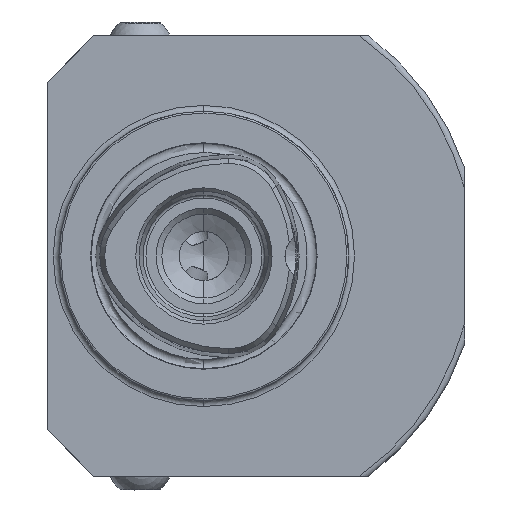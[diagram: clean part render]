
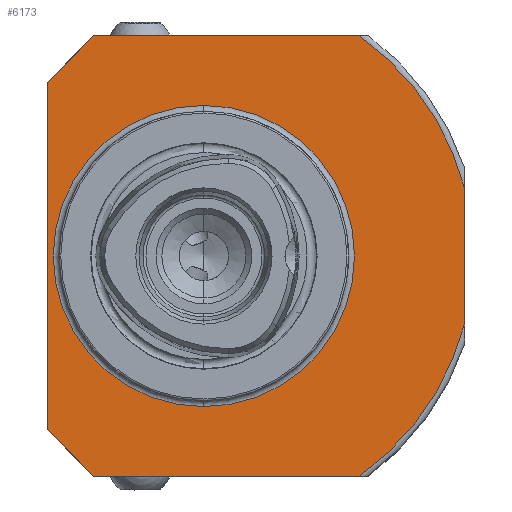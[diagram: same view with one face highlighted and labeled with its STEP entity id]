
A CAD part, left-side view. The second image highlights one B-rep face of the part: STEP entity #6173.
In plain terms, the highlighted planar face has unit normal (-1, 0, 0).
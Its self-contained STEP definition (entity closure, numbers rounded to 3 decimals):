
#78 = CARTESIAN_POINT ( 'NONE',  ( 21., 27., -30. ) ) ;
#108 = CARTESIAN_POINT ( 'NONE',  ( 21., 19., 38. ) ) ;
#208 = DIRECTION ( 'NONE',  ( 0., 0., 1. ) ) ;
#220 = VECTOR ( 'NONE', #4851, 1000. ) ;
#525 = AXIS2_PLACEMENT_3D ( 'NONE', #4680, #4678, #4673 ) ;
#550 = AXIS2_PLACEMENT_3D ( 'NONE', #5429, #5339, #5330 ) ;
#571 = CARTESIAN_POINT ( 'NONE',  ( 21., -45., 11.715 ) ) ;
#777 = ORIENTED_EDGE ( 'NONE', *, *, #2044, .T. ) ;
#945 = EDGE_CURVE ( 'NONE', #5375, #5098, #2957, .T. ) ;
#1015 = VECTOR ( 'NONE', #4828, 1000. ) ;
#1017 = LINE ( 'NONE', #4842, #1015 ) ;
#1037 = EDGE_CURVE ( 'NONE', #3665, #2364, #2378, .T. ) ;
#1162 = FACE_BOUND ( 'NONE', #5653, .T. ) ;
#1164 = VERTEX_POINT ( 'NONE', #3367 ) ;
#1234 = FACE_OUTER_BOUND ( 'NONE', #3390, .T. ) ;
#1477 = ORIENTED_EDGE ( 'NONE', *, *, #2095, .F. ) ;
#1550 = ORIENTED_EDGE ( 'NONE', *, *, #2065, .T. ) ;
#1813 = LINE ( 'NONE', #4914, #4991 ) ;
#2005 = CARTESIAN_POINT ( 'NONE',  ( 21., 0., -26. ) ) ;
#2042 = EDGE_CURVE ( 'NONE', #5743, #5375, #2085, .T. ) ;
#2044 = EDGE_CURVE ( 'NONE', #2364, #5743, #1813, .T. ) ;
#2057 = EDGE_CURVE ( 'NONE', #5098, #4200, #1017, .T. ) ;
#2065 = EDGE_CURVE ( 'NONE', #4200, #3062, #4759, .T. ) ;
#2085 = CIRCLE ( 'NONE', #4185, 46.5 ) ;
#2086 = EDGE_CURVE ( 'NONE', #3062, #2465, #5149, .T. ) ;
#2094 = EDGE_CURVE ( 'NONE', #2465, #3665, #2415, .T. ) ;
#2095 = EDGE_CURVE ( 'NONE', #1164, #5448, #3777, .T. ) ;
#2364 = VERTEX_POINT ( 'NONE', #3558 ) ;
#2378 = CIRCLE ( 'NONE', #5822, 46.5 ) ;
#2415 = LINE ( 'NONE', #4742, #220 ) ;
#2465 = VERTEX_POINT ( 'NONE', #3162 ) ;
#2957 = LINE ( 'NONE', #4875, #2962 ) ;
#2962 = VECTOR ( 'NONE', #4911, 1000. ) ;
#3062 = VERTEX_POINT ( 'NONE', #78 ) ;
#3115 = ORIENTED_EDGE ( 'NONE', *, *, #2094, .T. ) ;
#3162 = CARTESIAN_POINT ( 'NONE',  ( 21., 19., -38. ) ) ;
#3340 = CIRCLE ( 'NONE', #3658, 26. ) ;
#3367 = CARTESIAN_POINT ( 'NONE',  ( 21., 0., 26. ) ) ;
#3390 = EDGE_LOOP ( 'NONE', ( #777, #5141, #3894, #6271, #1550, #5931, #3115, #5601 ) ) ;
#3558 = CARTESIAN_POINT ( 'NONE',  ( 21., -45., -11.715 ) ) ;
#3658 = AXIS2_PLACEMENT_3D ( 'NONE', #5604, #4604, #208 ) ;
#3665 = VERTEX_POINT ( 'NONE', #4635 ) ;
#3777 = CIRCLE ( 'NONE', #525, 26. ) ;
#3894 = ORIENTED_EDGE ( 'NONE', *, *, #945, .T. ) ;
#4185 = AXIS2_PLACEMENT_3D ( 'NONE', #4907, #4900, #4898 ) ;
#4200 = VERTEX_POINT ( 'NONE', #5121 ) ;
#4267 = DIRECTION ( 'NONE',  ( 0., 0., 1. ) ) ;
#4277 = DIRECTION ( 'NONE',  ( -1., 0., 0. ) ) ;
#4313 = EDGE_CURVE ( 'NONE', #5448, #1164, #3340, .T. ) ;
#4318 = CARTESIAN_POINT ( 'NONE',  ( 21., 0., 0. ) ) ;
#4336 = CARTESIAN_POINT ( 'NONE',  ( 21., -26.8, 38. ) ) ;
#4545 = VECTOR ( 'NONE', #4789, 1000. ) ;
#4604 = DIRECTION ( 'NONE',  ( -1., 0., 0. ) ) ;
#4635 = CARTESIAN_POINT ( 'NONE',  ( 21., -26.8, -38. ) ) ;
#4673 = DIRECTION ( 'NONE',  ( 0., 0., 1. ) ) ;
#4678 = DIRECTION ( 'NONE',  ( -1., 0., 0. ) ) ;
#4680 = CARTESIAN_POINT ( 'NONE',  ( 21., 0., 0. ) ) ;
#4716 = DIRECTION ( 'NONE',  ( 0., -0.707, -0.707 ) ) ;
#4722 = CARTESIAN_POINT ( 'NONE',  ( 21., 27., -30. ) ) ;
#4742 = CARTESIAN_POINT ( 'NONE',  ( 21., 19., -38. ) ) ;
#4759 = LINE ( 'NONE', #4831, #4545 ) ;
#4789 = DIRECTION ( 'NONE',  ( 0., 0., -1. ) ) ;
#4828 = DIRECTION ( 'NONE',  ( 0., 0.707, -0.707 ) ) ;
#4831 = CARTESIAN_POINT ( 'NONE',  ( 21., 27., 30. ) ) ;
#4842 = CARTESIAN_POINT ( 'NONE',  ( 21., 19., 38. ) ) ;
#4851 = DIRECTION ( 'NONE',  ( 0., -1., 0. ) ) ;
#4875 = CARTESIAN_POINT ( 'NONE',  ( 21., -45., 38. ) ) ;
#4898 = DIRECTION ( 'NONE',  ( 0., 0., 1. ) ) ;
#4900 = DIRECTION ( 'NONE',  ( -1., 0., 0. ) ) ;
#4907 = CARTESIAN_POINT ( 'NONE',  ( 21., 0., 0. ) ) ;
#4911 = DIRECTION ( 'NONE',  ( 0., 1., 0. ) ) ;
#4914 = CARTESIAN_POINT ( 'NONE',  ( 21., -45., -38. ) ) ;
#4934 = DIRECTION ( 'NONE',  ( 0., 0., 1. ) ) ;
#4991 = VECTOR ( 'NONE', #4934, 1000. ) ;
#5098 = VERTEX_POINT ( 'NONE', #108 ) ;
#5121 = CARTESIAN_POINT ( 'NONE',  ( 21., 27., 30. ) ) ;
#5141 = ORIENTED_EDGE ( 'NONE', *, *, #2042, .T. ) ;
#5149 = LINE ( 'NONE', #4722, #6095 ) ;
#5330 = DIRECTION ( 'NONE',  ( 0., 0., -1. ) ) ;
#5339 = DIRECTION ( 'NONE',  ( 1., 0., 0. ) ) ;
#5352 = PLANE ( 'NONE',  #550 ) ;
#5375 = VERTEX_POINT ( 'NONE', #4336 ) ;
#5429 = CARTESIAN_POINT ( 'NONE',  ( 21., 26., 0. ) ) ;
#5448 = VERTEX_POINT ( 'NONE', #2005 ) ;
#5601 = ORIENTED_EDGE ( 'NONE', *, *, #1037, .T. ) ;
#5604 = CARTESIAN_POINT ( 'NONE',  ( 21., 0., 0. ) ) ;
#5653 = EDGE_LOOP ( 'NONE', ( #1477, #6243 ) ) ;
#5743 = VERTEX_POINT ( 'NONE', #571 ) ;
#5822 = AXIS2_PLACEMENT_3D ( 'NONE', #4318, #4277, #4267 ) ;
#5931 = ORIENTED_EDGE ( 'NONE', *, *, #2086, .T. ) ;
#6095 = VECTOR ( 'NONE', #4716, 1000. ) ;
#6173 = ADVANCED_FACE ( 'NONE', ( #1234, #1162 ), #5352, .F. ) ;
#6243 = ORIENTED_EDGE ( 'NONE', *, *, #4313, .F. ) ;
#6271 = ORIENTED_EDGE ( 'NONE', *, *, #2057, .T. ) ;
